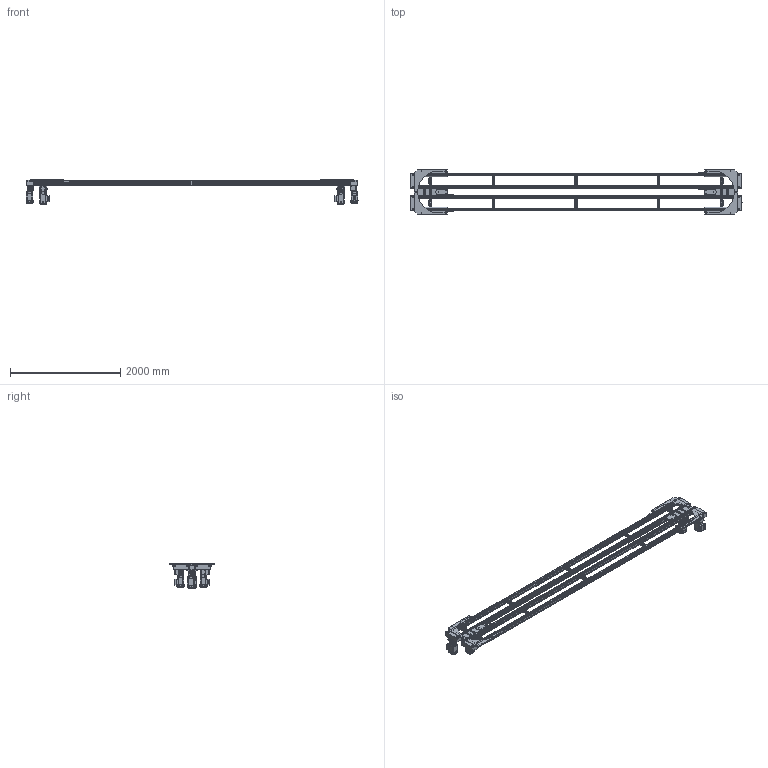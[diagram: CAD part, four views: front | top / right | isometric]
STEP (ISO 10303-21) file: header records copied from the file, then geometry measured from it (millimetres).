
FILE_DESCRIPTION(('STEP AP203'),'1');
FILE_NAME('Hippodrome 6000 palette 300.stp','2025-07-21T10:14:03',(' '),(' '),'Spatial InterOp 3D',' ',' ');
FILE_SCHEMA(('CONFIG_CONTROL_DESIGN'));
Length unit declared in the file: millimetre
Products named in the file (1): Hippodrome 6000 palette 300
Bounding box: 6027.82 x 800 x 448.42 mm (x, y, z)
Surface area: 14619947.5 mm2 (no closed solid volume)
Topology: 0 solids, 301 shells, 2468 faces, 10807 edges, 8328 vertices
Faces by surface type: plane 1672, cylinder 508, cone 142, bspline 130, sphere 12, torus 4
Full cylindrical faces by diameter (mm): 6.6 x3, 7.5 x8, 8.5 x8, 10 x20, 11 x4, 11.34 x1, 13 x20, 15 x8, 19.7 x6, 20 x4, 24 x1, 26 x4, 28 x4, 30 x2, 44 x4, 117 x4
Entity records: 122808 total; most frequent: CARTESIAN_POINT 36720, DIRECTION 17799, ORIENTED_EDGE 15271, EDGE_CURVE 10644, VERTEX_POINT 8296, LINE 6937, VECTOR 6937, AXIS2_PLACEMENT_3D 5431
